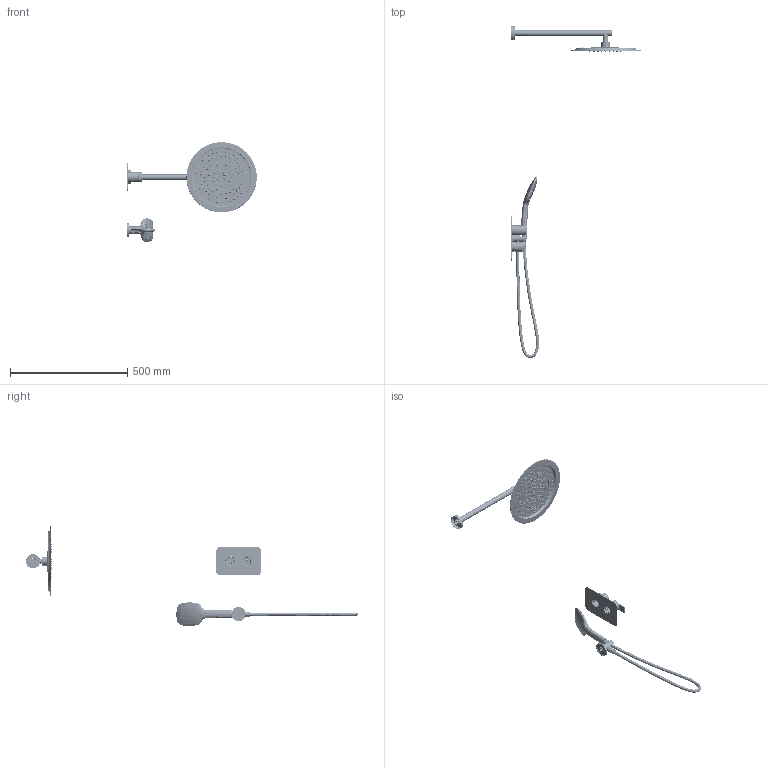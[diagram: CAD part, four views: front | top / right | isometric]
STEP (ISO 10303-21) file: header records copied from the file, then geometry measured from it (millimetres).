
FILE_DESCRIPTION (( 'STEP AP203' ), '1' );
FILE_NAME ('94DP11129.STEP', '2024-12-12T10:51:16', ( '' ), ( '' ), 'SwSTEP 2.0', 'SolidWorks 2021', '' );
FILE_SCHEMA (( 'CONFIG_CONTROL_DESIGN' ));
Products named in the file (1): 94DP11129
Bounding box: 552.72 x 1416.77 x 425.73 mm (x, y, z)
Volume: 1138876 mm3; surface area: 389553.4 mm2
Topology: 57 solids, 57 shells, 5456 faces, 15174 edges, 10450 vertices
Faces by surface type: bspline 2857, plane 1103, cone 909, cylinder 555, torus 29, sphere 3
Full cylindrical faces by diameter (mm): 1.7 x2, 2 x1, 3.1 x50, 3.6 x50, 4.2 x1, 4.4 x50, 4.5 x1, 6.2 x2, 6.8 x1, 9.5 x1, 10 x1, 10.5 x2, 12.45 x1, 12.5 x1, 13.4 x2, 14 x2, 15 x3, 16.45 x2, 17 x1, 18 x2, 18.1 x2, 18.5 x2, 18.6 x4, 18.632 x2, 19 x1, 20 x1, 20.45 x3, 20.955 x2, 21 x1, 23 x1
Entity records: 458162 total; most frequent: CARTESIAN_POINT 359247, ORIENTED_EDGE 24674, EDGE_CURVE 12337, DIRECTION 10716, VERTEX_POINT 9298, EDGE_LOOP 8271, B_SPLINE_CURVE_WITH_KNOTS 7014, FACE_OUTER_BOUND 6362
